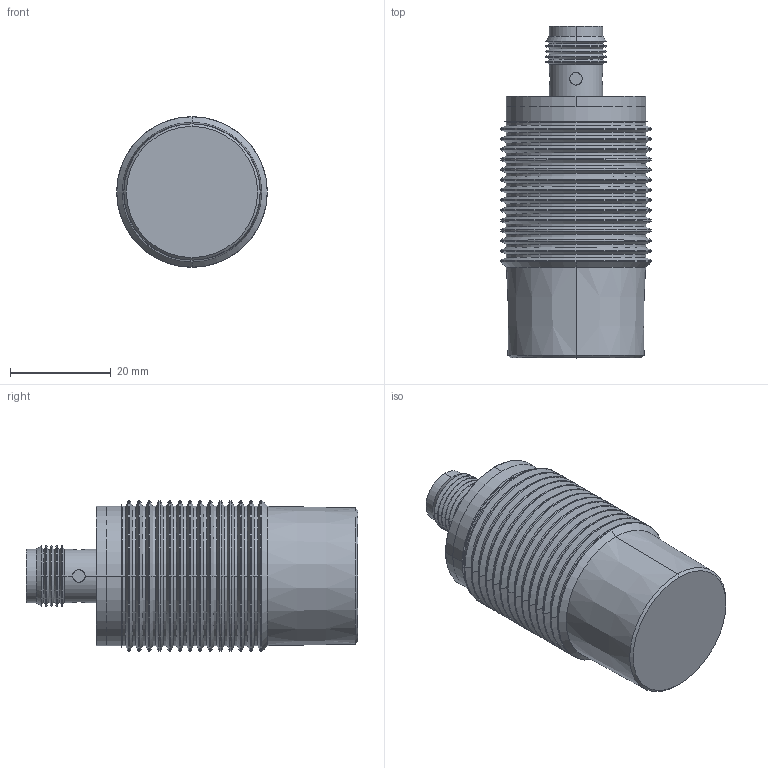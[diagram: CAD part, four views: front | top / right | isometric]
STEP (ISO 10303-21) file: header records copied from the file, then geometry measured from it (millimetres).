
FILE_DESCRIPTION(('STEP AP214'),'1');
FILE_NAME('cctmp_433845CB-2E0A-406E-9445-030711D6243B_2022_07_22_10_58_55_0669..stp','2022-07-22T08:58:55',('Pepperl+Fuchs GmbH'),('CADClick - www.CADClick.com'),'Spatial InterOp 3D',' ','unknown authorization');
FILE_SCHEMA(('AUTOMOTIVE_DESIGN'));
Length unit declared in the file: millimetre
Products named in the file (6): cc_unnamed; NXN25-30GM50-E2-V1_4; NXN25-30GM50-E2-V1_3; NXN25-30GM50-E2-V1_2; NXN25-30GM50-E2-V1_1; NXN25-30GM50-E2-V1
Assembly tree (5 placements, depth 2):
  cc_unnamed
    NXN25-30GM50-E2-V1_4
    NXN25-30GM50-E2-V1_3
    NXN25-30GM50-E2-V1_2
    NXN25-30GM50-E2-V1_1
    NXN25-30GM50-E2-V1
Bounding box: 30 x 66 x 30 mm (x, y, z)
Volume: 27286.6 mm3; surface area: 15608 mm2
Topology: 8 solids, 8 shells, 257 faces, 560 edges, 317 vertices
Faces by surface type: cylinder 115, cone 102, plane 34, sphere 6
Entity records: 9359 total; most frequent: CARTESIAN_POINT 1406, DIRECTION 1342, ORIENTED_EDGE 1092, AXIS2_PLACEMENT_3D 557, EDGE_CURVE 546, VERTEX_POINT 317, CIRCLE 294, EDGE_LOOP 279
